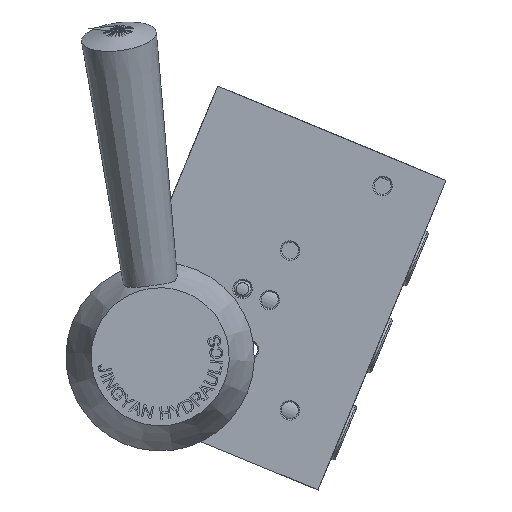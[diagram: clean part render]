
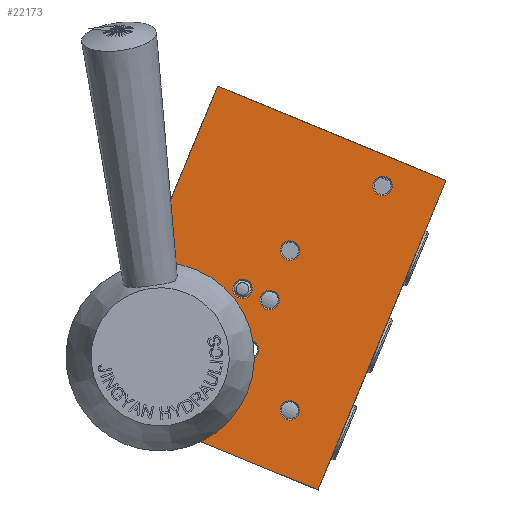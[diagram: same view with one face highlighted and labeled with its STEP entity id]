
A CAD part, left-side view. The second image highlights one B-rep face of the part: STEP entity #22173.
In plain terms, the highlighted planar face has unit normal (-1, 0, 0).
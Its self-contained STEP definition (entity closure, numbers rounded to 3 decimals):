
#461 = PLANE ( 'NONE',  #8109 ) ;
#650 = EDGE_CURVE ( 'NONE', #5559, #5559, #31356, .T. ) ;
#1568 = VERTEX_POINT ( 'NONE', #21504 ) ;
#1734 = DIRECTION ( 'NONE',  ( 1., 0., 0. ) ) ;
#1759 = CIRCLE ( 'NONE', #31044, 2.325 ) ;
#1889 = CARTESIAN_POINT ( 'NONE',  ( 41.315, -19.385, 53.464 ) ) ;
#2013 = CARTESIAN_POINT ( 'NONE',  ( 41.315, -42.845, 89.756 ) ) ;
#3090 = AXIS2_PLACEMENT_3D ( 'NONE', #15283, #22480, #20166 ) ;
#3608 = EDGE_CURVE ( 'NONE', #20090, #17193, #6110, .T. ) ;
#4082 = VECTOR ( 'NONE', #10945, 1000. ) ;
#4276 = ORIENTED_EDGE ( 'NONE', *, *, #14698, .F. ) ;
#4368 = CARTESIAN_POINT ( 'NONE',  ( 41.315, -15.581, 101.021 ) ) ;
#5016 = ORIENTED_EDGE ( 'NONE', *, *, #6393, .F. ) ;
#5537 = CARTESIAN_POINT ( 'NONE',  ( 41.315, -15.581, 101.021 ) ) ;
#5559 = VERTEX_POINT ( 'NONE', #12945 ) ;
#5652 = AXIS2_PLACEMENT_3D ( 'NONE', #12180, #26875, #9559 ) ;
#5690 = CIRCLE ( 'NONE', #26073, 2.325 ) ;
#6110 = LINE ( 'NONE', #16082, #6710 ) ;
#6206 = CIRCLE ( 'NONE', #3090, 2.325 ) ;
#6393 = EDGE_CURVE ( 'NONE', #10797, #10797, #18149, .T. ) ;
#6640 = DIRECTION ( 'NONE',  ( 0., -0.924, -0.382 ) ) ;
#6710 = VECTOR ( 'NONE', #19010, 1000. ) ;
#7017 = ORIENTED_EDGE ( 'NONE', *, *, #24455, .F. ) ;
#7053 = CARTESIAN_POINT ( 'NONE',  ( 41.315, 14.967, 27.083 ) ) ;
#7100 = DIRECTION ( 'NONE',  ( -1., 0., 0. ) ) ;
#7118 = DIRECTION ( 'NONE',  ( 0., 0.924, 0.382 ) ) ;
#7895 = AXIS2_PLACEMENT_3D ( 'NONE', #31676, #12056, #22001 ) ;
#8079 = EDGE_LOOP ( 'NONE', ( #13890 ) ) ;
#8109 = AXIS2_PLACEMENT_3D ( 'NONE', #4368, #1734, #6640 ) ;
#8207 = EDGE_LOOP ( 'NONE', ( #17242, #18806, #19322, #15493 ) ) ;
#8815 = CARTESIAN_POINT ( 'NONE',  ( 41.315, -30.742, 62.622 ) ) ;
#8956 = LINE ( 'NONE', #25988, #4082 ) ;
#9318 = CARTESIAN_POINT ( 'NONE',  ( 41.315, -1.851, 36.364 ) ) ;
#9559 = DIRECTION ( 'NONE',  ( 0., 0.924, 0.382 ) ) ;
#10764 = FACE_BOUND ( 'NONE', #25804, .T. ) ;
#10797 = VERTEX_POINT ( 'NONE', #8815 ) ;
#10945 = DIRECTION ( 'NONE',  ( 0., 0.924, 0.382 ) ) ;
#11009 = LINE ( 'NONE', #28191, #14636 ) ;
#11661 = CARTESIAN_POINT ( 'NONE',  ( 41.315, -39.562, 4.553 ) ) ;
#11726 = VERTEX_POINT ( 'NONE', #1889 ) ;
#12056 = DIRECTION ( 'NONE',  ( -1., 0., 0. ) ) ;
#12180 = CARTESIAN_POINT ( 'NONE',  ( 41.315, -32.891, 61.734 ) ) ;
#12392 = CARTESIAN_POINT ( 'NONE',  ( 41.315, -70.11, 78.491 ) ) ;
#12945 = CARTESIAN_POINT ( 'NONE',  ( 41.315, -52.811, 78.065 ) ) ;
#13392 = DIRECTION ( 'NONE',  ( 0., 0.924, 0.382 ) ) ;
#13890 = ORIENTED_EDGE ( 'NONE', *, *, #20773, .F. ) ;
#14314 = DIRECTION ( 'NONE',  ( 0., 0.924, 0.382 ) ) ;
#14636 = VECTOR ( 'NONE', #20963, 1000. ) ;
#14698 = EDGE_CURVE ( 'NONE', #25311, #25311, #5690, .T. ) ;
#15158 = DIRECTION ( 'NONE',  ( -1., 0., 0. ) ) ;
#15165 = EDGE_CURVE ( 'NONE', #31400, #20090, #24423, .T. ) ;
#15283 = CARTESIAN_POINT ( 'NONE',  ( 41.315, -28.003, 49.904 ) ) ;
#15407 = AXIS2_PLACEMENT_3D ( 'NONE', #9318, #15158, #19432 ) ;
#15493 = ORIENTED_EDGE ( 'NONE', *, *, #16218, .F. ) ;
#15506 = FACE_BOUND ( 'NONE', #20146, .T. ) ;
#15662 = DIRECTION ( 'NONE',  ( 0., 0.924, 0.382 ) ) ;
#15976 = CARTESIAN_POINT ( 'NONE',  ( 41.315, -54.96, 77.177 ) ) ;
#16082 = CARTESIAN_POINT ( 'NONE',  ( 41.315, -70.11, 78.491 ) ) ;
#16218 = EDGE_CURVE ( 'NONE', #23963, #31400, #11009, .T. ) ;
#17193 = VERTEX_POINT ( 'NONE', #11661 ) ;
#17227 = AXIS2_PLACEMENT_3D ( 'NONE', #15976, #25965, #15662 ) ;
#17242 = ORIENTED_EDGE ( 'NONE', *, *, #24009, .F. ) ;
#17944 = CARTESIAN_POINT ( 'NONE',  ( 41.315, -10.793, 32.669 ) ) ;
#18099 = EDGE_CURVE ( 'NONE', #25483, #25483, #26664, .T. ) ;
#18149 = CIRCLE ( 'NONE', #5652, 2.325 ) ;
#18283 = FACE_BOUND ( 'NONE', #30134, .T. ) ;
#18748 = CARTESIAN_POINT ( 'NONE',  ( 41.315, -30.664, 24.46 ) ) ;
#18806 = ORIENTED_EDGE ( 'NONE', *, *, #3608, .F. ) ;
#19010 = DIRECTION ( 'NONE',  ( 0., 0.382, -0.924 ) ) ;
#19322 = ORIENTED_EDGE ( 'NONE', *, *, #15165, .F. ) ;
#19432 = DIRECTION ( 'NONE',  ( 0., 0.924, 0.382 ) ) ;
#19870 = EDGE_CURVE ( 'NONE', #28094, #28094, #1759, .T. ) ;
#20034 = EDGE_LOOP ( 'NONE', ( #4276 ) ) ;
#20090 = VERTEX_POINT ( 'NONE', #12392 ) ;
#20146 = EDGE_LOOP ( 'NONE', ( #26873 ) ) ;
#20166 = DIRECTION ( 'NONE',  ( 0., 0.924, 0.382 ) ) ;
#20538 = FACE_BOUND ( 'NONE', #23386, .T. ) ;
#20699 = CARTESIAN_POINT ( 'NONE',  ( 41.315, 5.06, 39.219 ) ) ;
#20709 = FACE_OUTER_BOUND ( 'NONE', #8207, .T. ) ;
#20773 = EDGE_CURVE ( 'NONE', #23343, #23343, #23761, .T. ) ;
#20861 = VECTOR ( 'NONE', #25068, 1000. ) ;
#20963 = DIRECTION ( 'NONE',  ( 0., -0.382, 0.924 ) ) ;
#21504 = CARTESIAN_POINT ( 'NONE',  ( 41.315, -25.854, 50.791 ) ) ;
#22001 = DIRECTION ( 'NONE',  ( 0., 0.924, 0.382 ) ) ;
#22173 = ADVANCED_FACE ( 'NONE', ( #23187, #10764, #18283, #15506, #20538, #23022, #30557, #22867, #20709 ), #461, .F. ) ;
#22384 = CIRCLE ( 'NONE', #22926, 2.325 ) ;
#22480 = DIRECTION ( 'NONE',  ( -1., 0., 0. ) ) ;
#22496 = CARTESIAN_POINT ( 'NONE',  ( 41.315, -12.942, 31.782 ) ) ;
#22867 = FACE_BOUND ( 'NONE', #8079, .T. ) ;
#22926 = AXIS2_PLACEMENT_3D ( 'NONE', #24110, #7100, #14314 ) ;
#23022 = FACE_BOUND ( 'NONE', #28997, .T. ) ;
#23028 = DIRECTION ( 'NONE',  ( -1., 0., 0. ) ) ;
#23187 = FACE_BOUND ( 'NONE', #31383, .T. ) ;
#23343 = VERTEX_POINT ( 'NONE', #20699 ) ;
#23358 = CARTESIAN_POINT ( 'NONE',  ( 41.315, -32.813, 23.572 ) ) ;
#23386 = EDGE_LOOP ( 'NONE', ( #23703 ) ) ;
#23703 = ORIENTED_EDGE ( 'NONE', *, *, #18099, .F. ) ;
#23761 = CIRCLE ( 'NONE', #15407, 7.478 ) ;
#23963 = VERTEX_POINT ( 'NONE', #7053 ) ;
#24009 = EDGE_CURVE ( 'NONE', #17193, #23963, #8956, .T. ) ;
#24110 = CARTESIAN_POINT ( 'NONE',  ( 41.315, -21.533, 52.577 ) ) ;
#24423 = LINE ( 'NONE', #2013, #20861 ) ;
#24455 = EDGE_CURVE ( 'NONE', #11726, #11726, #22384, .T. ) ;
#24509 = EDGE_CURVE ( 'NONE', #1568, #1568, #6206, .T. ) ;
#25068 = DIRECTION ( 'NONE',  ( 0., -0.924, -0.382 ) ) ;
#25311 = VERTEX_POINT ( 'NONE', #17944 ) ;
#25356 = ORIENTED_EDGE ( 'NONE', *, *, #19870, .F. ) ;
#25483 = VERTEX_POINT ( 'NONE', #32203 ) ;
#25804 = EDGE_LOOP ( 'NONE', ( #25356 ) ) ;
#25965 = DIRECTION ( 'NONE',  ( -1., 0., 0. ) ) ;
#25988 = CARTESIAN_POINT ( 'NONE',  ( 41.315, -12.297, 15.818 ) ) ;
#26073 = AXIS2_PLACEMENT_3D ( 'NONE', #22496, #29533, #7118 ) ;
#26664 = CIRCLE ( 'NONE', #7895, 2.325 ) ;
#26873 = ORIENTED_EDGE ( 'NONE', *, *, #24509, .F. ) ;
#26875 = DIRECTION ( 'NONE',  ( -1., 0., 0. ) ) ;
#28094 = VERTEX_POINT ( 'NONE', #18748 ) ;
#28191 = CARTESIAN_POINT ( 'NONE',  ( 41.315, -0.307, 64.052 ) ) ;
#28997 = EDGE_LOOP ( 'NONE', ( #7017 ) ) ;
#29533 = DIRECTION ( 'NONE',  ( -1., 0., 0. ) ) ;
#29775 = ORIENTED_EDGE ( 'NONE', *, *, #650, .F. ) ;
#30134 = EDGE_LOOP ( 'NONE', ( #5016 ) ) ;
#30557 = FACE_BOUND ( 'NONE', #20034, .T. ) ;
#31044 = AXIS2_PLACEMENT_3D ( 'NONE', #23358, #23028, #13392 ) ;
#31356 = CIRCLE ( 'NONE', #17227, 2.325 ) ;
#31383 = EDGE_LOOP ( 'NONE', ( #29775 ) ) ;
#31400 = VERTEX_POINT ( 'NONE', #5537 ) ;
#31676 = CARTESIAN_POINT ( 'NONE',  ( 41.315, -23.115, 38.074 ) ) ;
#32203 = CARTESIAN_POINT ( 'NONE',  ( 41.315, -20.966, 38.961 ) ) ;
